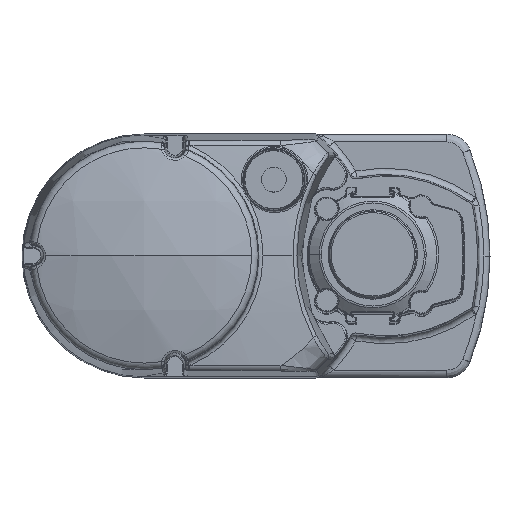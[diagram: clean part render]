
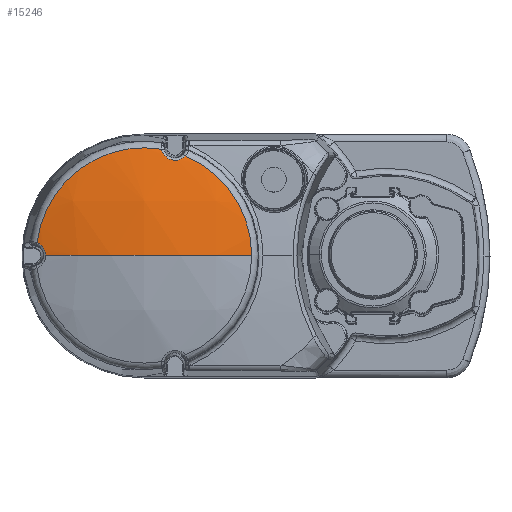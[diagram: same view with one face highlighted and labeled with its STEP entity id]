
A CAD part, top view. The second image highlights one B-rep face of the part: STEP entity #15246.
In plain terms, the highlighted spherical face has radius 120 mm.
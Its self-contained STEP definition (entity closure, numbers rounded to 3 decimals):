
#795 = CARTESIAN_POINT ( 'NONE',  ( -31.786, 0., 123.214 ) ) ;
#804 = CARTESIAN_POINT ( 'NONE',  ( 13.335, 32.17, 122.336 ) ) ;
#837 = CARTESIAN_POINT ( 'NONE',  ( 7.364, 31.667, 123.012 ) ) ;
#1974 = CARTESIAN_POINT ( 'NONE',  ( 0., 0., 127.5 ) ) ;
#2040 = CIRCLE ( 'NONE', #13533, 34.824 ) ;
#2149 = CARTESIAN_POINT ( 'NONE',  ( 5.674, 34.359, 122.336 ) ) ;
#2806 = CARTESIAN_POINT ( 'NONE',  ( 6.632, 32.38, 122.859 ) ) ;
#4111 = CARTESIAN_POINT ( 'NONE',  ( 7.049, 31.928, 122.96 ) ) ;
#4131 = DIRECTION ( 'NONE',  ( 0., 1., 0. ) ) ;
#4233 = VERTEX_POINT ( 'NONE', #14988 ) ;
#4692 = CARTESIAN_POINT ( 'NONE',  ( -32.442, 2.35, 123.008 ) ) ;
#4781 = DIRECTION ( 'NONE',  ( -1., 0., 0. ) ) ;
#5425 = EDGE_CURVE ( 'NONE', #24123, #14343, #31135, .T. ) ;
#6641 = DIRECTION ( 'NONE',  ( 0., 0., 1. ) ) ;
#7934 = CARTESIAN_POINT ( 'NONE',  ( -32.329, 2.155, 123.043 ) ) ;
#8571 = CARTESIAN_POINT ( 'NONE',  ( -32.053, 1.544, 123.13 ) ) ;
#9339 = CARTESIAN_POINT ( 'NONE',  ( 0., 0., 7.5 ) ) ;
#9451 = CARTESIAN_POINT ( 'NONE',  ( 0., 0., 7.5 ) ) ;
#10238 = ORIENTED_EDGE ( 'NONE', *, *, #25351, .T. ) ;
#10780 = ORIENTED_EDGE ( 'NONE', *, *, #12854, .T. ) ;
#11911 = CARTESIAN_POINT ( 'NONE',  ( 10.481, 30.778, 123.012 ) ) ;
#12854 = EDGE_CURVE ( 'NONE', #16952, #34130, #18234, .T. ) ;
#13419 = DIRECTION ( 'NONE',  ( 0., 0., 1. ) ) ;
#13438 = CARTESIAN_POINT ( 'NONE',  ( -31.786, 0., 123.214 ) ) ;
#13533 = AXIS2_PLACEMENT_3D ( 'NONE', #32755, #6641, #29496 ) ;
#13955 = DIRECTION ( 'NONE',  ( -1., 0., 0. ) ) ;
#14060 = ORIENTED_EDGE ( 'NONE', *, *, #24155, .T. ) ;
#14343 = VERTEX_POINT ( 'NONE', #39626 ) ;
#14510 = CARTESIAN_POINT ( 'NONE',  ( 9.661, 30.794, 123.079 ) ) ;
#14988 = CARTESIAN_POINT ( 'NONE',  ( -34.574, 4.164, 122.336 ) ) ;
#15246 = ADVANCED_FACE ( 'NONE', ( #30326 ), #34247, .T. ) ;
#15445 = CARTESIAN_POINT ( 'NONE',  ( 0., 0., 122.336 ) ) ;
#15860 = CARTESIAN_POINT ( 'NONE',  ( 11.482, 30.998, 122.857 ) ) ;
#15963 = DIRECTION ( 'NONE',  ( 0., 1., 0. ) ) ;
#16501 = CARTESIAN_POINT ( 'NONE',  ( 10.896, 30.835, 122.958 ) ) ;
#16952 = VERTEX_POINT ( 'NONE', #1974 ) ;
#17836 = CARTESIAN_POINT ( 'NONE',  ( 12.228, 31.319, 122.694 ) ) ;
#18234 = CIRCLE ( 'NONE', #39445, 120. ) ;
#18467 = CARTESIAN_POINT ( 'NONE',  ( 5.984, 33.403, 122.602 ) ) ;
#18598 = CIRCLE ( 'NONE', #28326, 120. ) ;
#18910 = DIRECTION ( 'NONE',  ( 0., -1., 0. ) ) ;
#19700 = CARTESIAN_POINT ( 'NONE',  ( -33.287, 3.363, 122.742 ) ) ;
#19797 = CARTESIAN_POINT ( 'NONE',  ( 5.903, 33.59, 122.552 ) ) ;
#20204 = B_SPLINE_CURVE_WITH_KNOTS ( 'NONE', 3,
 ( #29464, #35970, #26203, #19700, #39970, #37340, #22339, #4692, #7934, #28212, #8571, #35994, #36664, #795 ),
 .UNSPECIFIED., .F., .F.,
 ( 4, 2, 2, 2, 2, 2, 4 ),
 ( 0., 0.001, 0.002, 0.003, 0.003, 0.004, 0.005 ),
 .UNSPECIFIED. ) ;
#20429 = CARTESIAN_POINT ( 'NONE',  ( 6.272, 32.872, 122.739 ) ) ;
#21104 = CARTESIAN_POINT ( 'NONE',  ( 6.168, 33.045, 122.696 ) ) ;
#21527 = EDGE_CURVE ( 'NONE', #16952, #30665, #18598, .T. ) ;
#21543 = AXIS2_PLACEMENT_3D ( 'NONE', #15445, #13419, #38301 ) ;
#22337 = ORIENTED_EDGE ( 'NONE', *, *, #5425, .T. ) ;
#22339 = CARTESIAN_POINT ( 'NONE',  ( -32.69, 2.716, 122.93 ) ) ;
#22835 = EDGE_LOOP ( 'NONE', ( #22995, #10780, #14060, #22337, #10238, #39630 ) ) ;
#22995 = ORIENTED_EDGE ( 'NONE', *, *, #21527, .F. ) ;
#23033 = CARTESIAN_POINT ( 'NONE',  ( 12.046, 31.226, 122.738 ) ) ;
#23671 = CARTESIAN_POINT ( 'NONE',  ( 9.865, 30.78, 123.065 ) ) ;
#24123 = VERTEX_POINT ( 'NONE', #804 ) ;
#24126 = DIRECTION ( 'NONE',  ( 0., 0., -1. ) ) ;
#24155 = EDGE_CURVE ( 'NONE', #34130, #24123, #2040, .T. ) ;
#24370 = CARTESIAN_POINT ( 'NONE',  ( 11.673, 31.066, 122.82 ) ) ;
#25244 = CIRCLE ( 'NONE', #21543, 34.824 ) ;
#25351 = EDGE_CURVE ( 'NONE', #14343, #4233, #25244, .T. ) ;
#25631 = CARTESIAN_POINT ( 'NONE',  ( 6.503, 32.54, 122.821 ) ) ;
#26203 = CARTESIAN_POINT ( 'NONE',  ( -33.798, 3.777, 122.581 ) ) ;
#26955 = CARTESIAN_POINT ( 'NONE',  ( 13.057, 31.88, 122.449 ) ) ;
#27176 = CARTESIAN_POINT ( 'NONE',  ( 34.824, 0., 122.336 ) ) ;
#28212 = CARTESIAN_POINT ( 'NONE',  ( -32.135, 1.751, 123.104 ) ) ;
#28276 = CARTESIAN_POINT ( 'NONE',  ( 5.715, 34.162, 122.393 ) ) ;
#28326 = AXIS2_PLACEMENT_3D ( 'NONE', #31932, #18910, #24126 ) ;
#28908 = CARTESIAN_POINT ( 'NONE',  ( 5.769, 33.969, 122.447 ) ) ;
#29464 = CARTESIAN_POINT ( 'NONE',  ( -34.574, 4.164, 122.336 ) ) ;
#29496 = DIRECTION ( 'NONE',  ( -1., 0., 0. ) ) ;
#30326 = FACE_OUTER_BOUND ( 'NONE', #22835, .T. ) ;
#30665 = VERTEX_POINT ( 'NONE', #13438 ) ;
#30857 = CARTESIAN_POINT ( 'NONE',  ( 12.746, 31.631, 122.553 ) ) ;
#31135 = B_SPLINE_CURVE_WITH_KNOTS ( 'NONE', 3,
 ( #36729, #26955, #30857, #17836, #23033, #24370, #15860, #16501, #11911, #23671, #14510, #39362, #34769, #32146, #38724, #837, #4111, #2806, #25631, #20429, #21104, #18467, #19797, #28908, #28276, #2149 ),
 .UNSPECIFIED., .F., .F.,
 ( 4, 2, 2, 2, 2, 2, 2, 2, 2, 2, 2, 2, 4 ),
 ( 0., 0.001, 0.002, 0.002, 0.004, 0.004, 0.005, 0.006, 0.007, 0.008, 0.009, 0.009, 0.01 ),
 .UNSPECIFIED. ) ;
#31932 = CARTESIAN_POINT ( 'NONE',  ( 0., 0., 7.5 ) ) ;
#32146 = CARTESIAN_POINT ( 'NONE',  ( 8.449, 31.065, 123.102 ) ) ;
#32739 = AXIS2_PLACEMENT_3D ( 'NONE', #9451, #15963, #13955 ) ;
#32755 = CARTESIAN_POINT ( 'NONE',  ( 0., 0., 122.336 ) ) ;
#34130 = VERTEX_POINT ( 'NONE', #27176 ) ;
#34247 = SPHERICAL_SURFACE ( 'NONE', #32739, 120. ) ;
#34769 = CARTESIAN_POINT ( 'NONE',  ( 9.046, 30.895, 123.102 ) ) ;
#35970 = CARTESIAN_POINT ( 'NONE',  ( -34.171, 3.998, 122.463 ) ) ;
#35994 = CARTESIAN_POINT ( 'NONE',  ( -31.855, 0.904, 123.192 ) ) ;
#36664 = CARTESIAN_POINT ( 'NONE',  ( -31.786, 0.449, 123.214 ) ) ;
#36729 = CARTESIAN_POINT ( 'NONE',  ( 13.335, 32.17, 122.336 ) ) ;
#37340 = CARTESIAN_POINT ( 'NONE',  ( -32.827, 2.888, 122.887 ) ) ;
#38230 = EDGE_CURVE ( 'NONE', #4233, #30665, #20204, .T. ) ;
#38301 = DIRECTION ( 'NONE',  ( -1., 0., 0. ) ) ;
#38724 = CARTESIAN_POINT ( 'NONE',  ( 8.07, 31.232, 123.084 ) ) ;
#39362 = CARTESIAN_POINT ( 'NONE',  ( 9.252, 30.852, 123.097 ) ) ;
#39445 = AXIS2_PLACEMENT_3D ( 'NONE', #9339, #4131, #4781 ) ;
#39626 = CARTESIAN_POINT ( 'NONE',  ( 5.674, 34.359, 122.336 ) ) ;
#39630 = ORIENTED_EDGE ( 'NONE', *, *, #38230, .T. ) ;
#39970 = CARTESIAN_POINT ( 'NONE',  ( -33.124, 3.211, 122.793 ) ) ;
